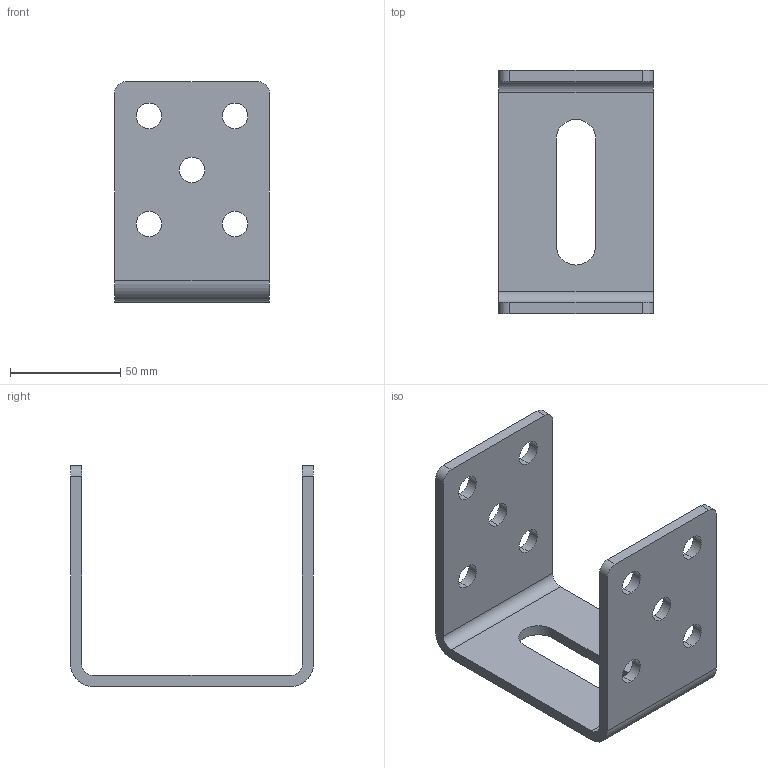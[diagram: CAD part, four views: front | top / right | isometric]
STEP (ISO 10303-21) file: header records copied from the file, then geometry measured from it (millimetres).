
FILE_DESCRIPTION (( 'STEP AP203' ), '1' );
FILE_NAME ('82GSSIUB.STEP', '2023-07-14T09:29:42', ( '' ), ( '' ), 'SwSTEP 2.0', 'SolidWorks 2023', '' );
FILE_SCHEMA (( 'CONFIG_CONTROL_DESIGN' ));
Length unit declared in the file: millimetre
Products named in the file (1): 82GSSIUB
Bounding box: 70 x 110 x 100 mm (x, y, z)
Volume: 91853.6 mm3; surface area: 42903.3 mm2
Topology: 1 solids, 1 shells, 42 faces, 120 edges, 80 vertices
Faces by surface type: cylinder 30, plane 12
Entity records: 1525 total; most frequent: DIRECTION 266, CARTESIAN_POINT 243, ORIENTED_EDGE 240, EDGE_CURVE 120, AXIS2_PLACEMENT_3D 103, VERTEX_POINT 80, EDGE_LOOP 64, CIRCLE 60
